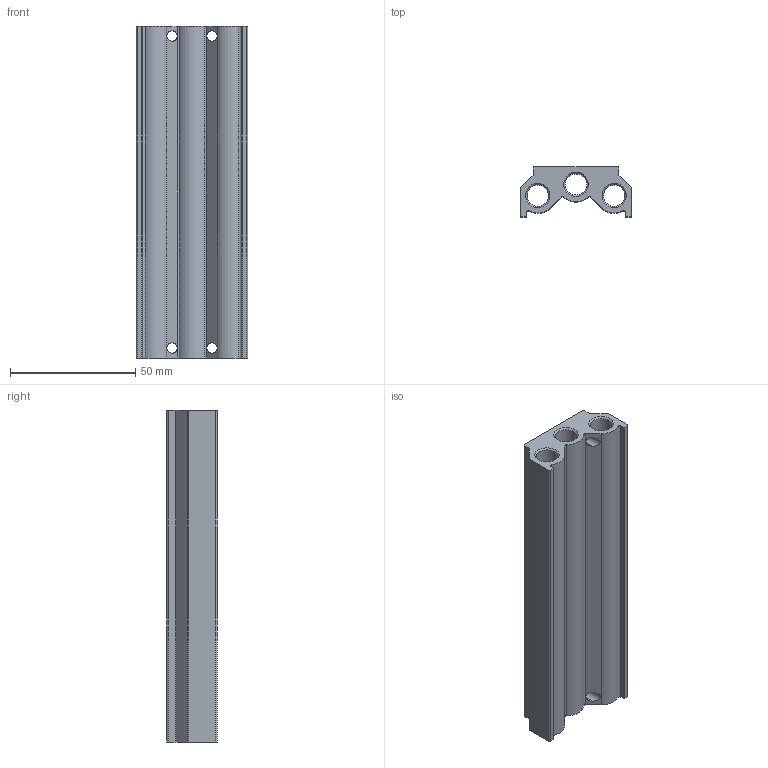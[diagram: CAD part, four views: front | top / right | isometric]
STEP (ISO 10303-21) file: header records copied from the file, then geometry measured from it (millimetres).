
FILE_DESCRIPTION (( 'STEP AP203' ), '1' );
FILE_NAME ('SV522-10F.STEP', '2022-08-02T08:28:24', ( '' ), ( '' ), 'SwSTEP 2.0', 'SolidWorks 2022', '' );
FILE_SCHEMA (( 'CONFIG_CONTROL_DESIGN' ));
Length unit declared in the file: millimetre
Products named in the file (1): SV522-10F
Bounding box: 44.5 x 20 x 132.5 mm (x, y, z)
Volume: 63182.3 mm3; surface area: 30251 mm2
Topology: 1 solids, 1 shells, 198 faces, 456 edges, 276 vertices
Faces by surface type: cone 92, cylinder 71, plane 35
Entity records: 5719 total; most frequent: DIRECTION 1072, CARTESIAN_POINT 987, ORIENTED_EDGE 912, EDGE_CURVE 456, AXIS2_PLACEMENT_3D 433, VERTEX_POINT 276, CIRCLE 234, EDGE_LOOP 228
